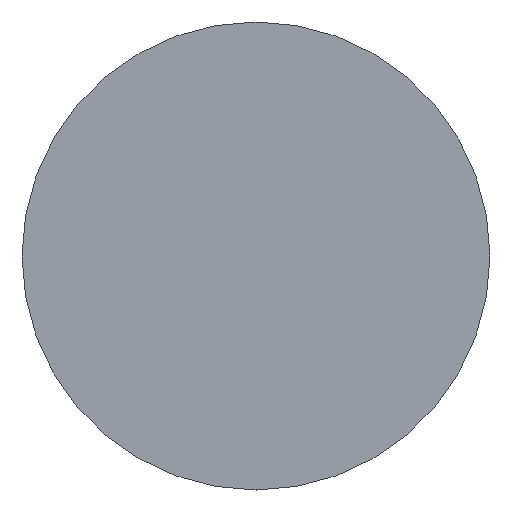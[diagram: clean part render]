
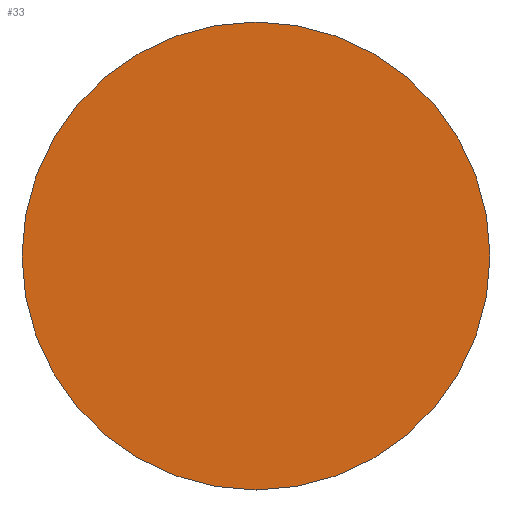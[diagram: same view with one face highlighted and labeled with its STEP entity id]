
A CAD part, left-side view. The second image highlights one B-rep face of the part: STEP entity #33.
In plain terms, the highlighted planar face has unit normal (-1, 0, 0).
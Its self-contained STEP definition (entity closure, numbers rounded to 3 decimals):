
#11 = VERTEX_POINT ( 'NONE', #36 ) ;
#17 = DIRECTION ( 'NONE',  ( 0., 0., -1. ) ) ;
#28 = FACE_OUTER_BOUND ( 'NONE', #35, .T. ) ;
#32 = DIRECTION ( 'NONE',  ( 0., 0., 1. ) ) ;
#33 = ADVANCED_FACE ( 'NONE', ( #28 ), #87, .F. ) ;
#35 = EDGE_LOOP ( 'NONE', ( #166, #118 ) ) ;
#36 = CARTESIAN_POINT ( 'NONE',  ( 22.309, 13.031, -3.15 ) ) ;
#50 = AXIS2_PLACEMENT_3D ( 'NONE', #68, #171, #17 ) ;
#64 = CIRCLE ( 'NONE', #71, 3.15 ) ;
#68 = CARTESIAN_POINT ( 'NONE',  ( 22.309, 13.031, 0. ) ) ;
#71 = AXIS2_PLACEMENT_3D ( 'NONE', #140, #138, #175 ) ;
#77 = EDGE_CURVE ( 'NONE', #11, #96, #64, .T. ) ;
#83 = AXIS2_PLACEMENT_3D ( 'NONE', #163, #89, #32 ) ;
#87 = PLANE ( 'NONE',  #50 ) ;
#89 = DIRECTION ( 'NONE',  ( -1., 0., 0. ) ) ;
#96 = VERTEX_POINT ( 'NONE', #153 ) ;
#118 = ORIENTED_EDGE ( 'NONE', *, *, #77, .T. ) ;
#135 = CIRCLE ( 'NONE', #83, 3.15 ) ;
#138 = DIRECTION ( 'NONE',  ( -1., 0., 0. ) ) ;
#140 = CARTESIAN_POINT ( 'NONE',  ( 22.309, 13.031, 0. ) ) ;
#153 = CARTESIAN_POINT ( 'NONE',  ( 22.309, 13.031, 3.15 ) ) ;
#163 = CARTESIAN_POINT ( 'NONE',  ( 22.309, 13.031, 0. ) ) ;
#166 = ORIENTED_EDGE ( 'NONE', *, *, #167, .T. ) ;
#167 = EDGE_CURVE ( 'NONE', #96, #11, #135, .T. ) ;
#171 = DIRECTION ( 'NONE',  ( 1., 0., 0. ) ) ;
#175 = DIRECTION ( 'NONE',  ( 0., 0., 1. ) ) ;
